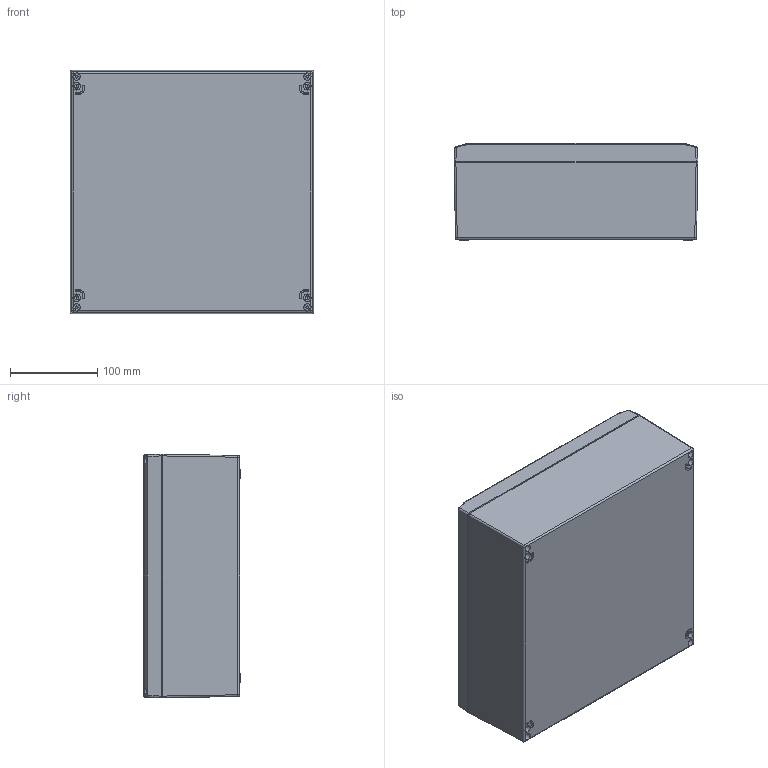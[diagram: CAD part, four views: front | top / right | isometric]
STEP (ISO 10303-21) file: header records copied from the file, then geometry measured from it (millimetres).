
FILE_DESCRIPTION (( 'STEP AP214' ), '1' );
FILE_NAME ('04282811.STEP', '2011-07-28T07:41:24', ( 'RS2PC427' ), ( '' ), 'SwSTEP 2.0', 'SolidWorks 2010', '' );
FILE_SCHEMA (( 'AUTOMOTIVE_DESIGN' ));
Length unit declared in the file: millimetre
Products named in the file (4): 02181; 01181; 04282811; 93132
Assembly tree (6 placements, depth 2):
  04282811
    93132  x4
    01181
    02181
Bounding box: 280 x 111.5 x 280 mm (x, y, z)
Volume: 1053640.5 mm3; surface area: 567824.9 mm2
Topology: 6 solids, 6 shells, 1023 faces, 2424 edges, 1436 vertices
Faces by surface type: plane 265, cylinder 230, bspline 208, cone 200, torus 100, sphere 20
Entity records: 31388 total; most frequent: CARTESIAN_POINT 11281, ORIENTED_EDGE 4372, DIRECTION 3972, EDGE_CURVE 2186, AXIS2_PLACEMENT_3D 1571, VERTEX_POINT 1310, EDGE_LOOP 1026, ADVANCED_FACE 942
